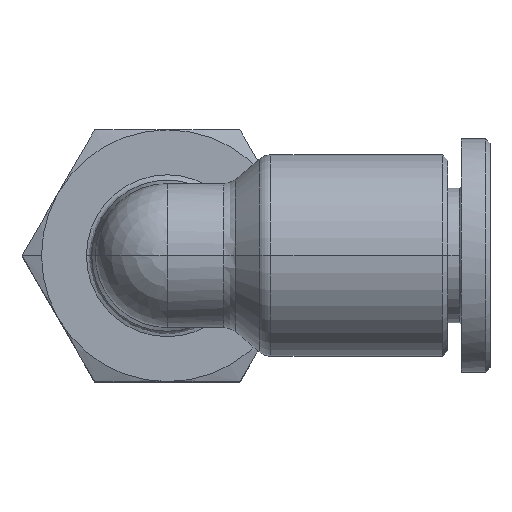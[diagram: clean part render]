
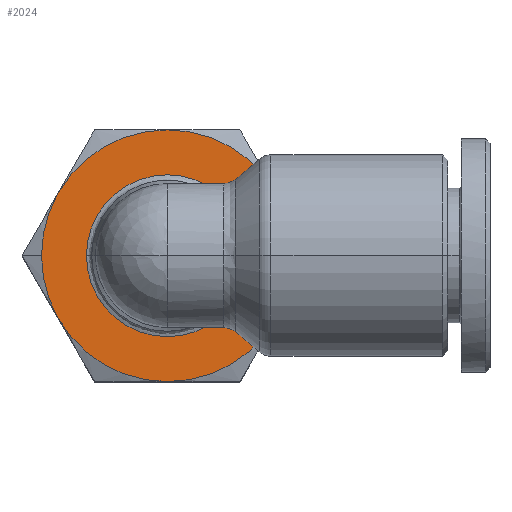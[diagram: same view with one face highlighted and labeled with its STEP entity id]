
A CAD part, top view. The second image highlights one B-rep face of the part: STEP entity #2024.
In plain terms, the highlighted planar face has unit normal (0, 0, 1).
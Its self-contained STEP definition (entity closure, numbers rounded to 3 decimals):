
#1432=CARTESIAN_POINT('',(-12.5,0.,-5.9));
#1433=VERTEX_POINT('',#1432);
#1442=CARTESIAN_POINT('',(-11.562,3.5,-5.9));
#1443=VERTEX_POINT('',#1442);
#1444=CARTESIAN_POINT('',(-5.5,0.,-5.9));
#1445=DIRECTION('',(0.0,0.0,1.0));
#1446=DIRECTION('',(1.0,0.0,0.0));
#1447=AXIS2_PLACEMENT_3D('',#1444,#1445,#1446);
#1448=CIRCLE('',#1447,7.);
#1449=EDGE_CURVE('',#1443,#1433,#1448,.T.);
#1474=CARTESIAN_POINT('',(1.5,0.,-5.9));
#1475=VERTEX_POINT('',#1474);
#1482=CARTESIAN_POINT('',(0.562,3.5,-5.9));
#1483=VERTEX_POINT('',#1482);
#1497=CARTESIAN_POINT('',(-5.5,0.,-5.9));
#1498=DIRECTION('',(0.0,0.0,1.0));
#1499=DIRECTION('',(1.0,0.0,0.0));
#1500=AXIS2_PLACEMENT_3D('',#1497,#1498,#1499);
#1501=CIRCLE('',#1500,7.);
#1502=EDGE_CURVE('',#1475,#1483,#1501,.T.);
#1672=CARTESIAN_POINT('',(-0.999,0.,-5.9));
#1673=VERTEX_POINT('',#1672);
#1682=CARTESIAN_POINT('',(-10.001,0.,-5.9));
#1683=VERTEX_POINT('',#1682);
#1691=CARTESIAN_POINT('',(-5.5,0.,-5.9));
#1692=DIRECTION('',(0.0,0.0,1.0));
#1693=DIRECTION('',(-1.0,0.0,0.0));
#1694=AXIS2_PLACEMENT_3D('',#1691,#1692,#1693);
#1695=CIRCLE('',#1694,4.501);
#1696=EDGE_CURVE('',#1683,#1673,#1695,.T.);
#1925=CARTESIAN_POINT('',(-5.5,0.,-5.9));
#1926=DIRECTION('',(0.0,0.0,1.0));
#1927=DIRECTION('',(-1.0,0.0,0.0));
#1928=AXIS2_PLACEMENT_3D('',#1925,#1926,#1927);
#1929=CIRCLE('',#1928,4.501);
#1930=EDGE_CURVE('',#1673,#1683,#1929,.T.);
#1961=CARTESIAN_POINT('',(-5.5,0.,-5.9));
#1962=DIRECTION('',(0.0,0.0,-1.0));
#1963=DIRECTION('',(-1.0,0.0,0.0));
#1964=AXIS2_PLACEMENT_3D('',#1961,#1962,#1963);
#1965=PLANE('',#1964);
#1966=ORIENTED_EDGE('',*,*,#1449,.T.);
#1967=CARTESIAN_POINT('',(-11.562,-3.5,-5.9));
#1968=VERTEX_POINT('',#1967);
#1969=CARTESIAN_POINT('',(-5.5,0.,-5.9));
#1970=DIRECTION('',(0.0,0.0,1.0));
#1971=DIRECTION('',(1.0,0.0,0.0));
#1972=AXIS2_PLACEMENT_3D('',#1969,#1970,#1971);
#1973=CIRCLE('',#1972,7.);
#1974=EDGE_CURVE('',#1433,#1968,#1973,.T.);
#1975=ORIENTED_EDGE('',*,*,#1974,.T.);
#1976=CARTESIAN_POINT('',(-5.5,-7.,-5.9));
#1977=VERTEX_POINT('',#1976);
#1978=CARTESIAN_POINT('',(-5.5,0.,-5.9));
#1979=DIRECTION('',(0.0,0.0,1.0));
#1980=DIRECTION('',(1.0,0.0,0.0));
#1981=AXIS2_PLACEMENT_3D('',#1978,#1979,#1980);
#1982=CIRCLE('',#1981,7.);
#1983=EDGE_CURVE('',#1968,#1977,#1982,.T.);
#1984=ORIENTED_EDGE('',*,*,#1983,.T.);
#1985=CARTESIAN_POINT('',(0.562,-3.5,-5.9));
#1986=VERTEX_POINT('',#1985);
#1987=CARTESIAN_POINT('',(-5.5,0.,-5.9));
#1988=DIRECTION('',(0.0,0.0,1.0));
#1989=DIRECTION('',(1.0,0.0,0.0));
#1990=AXIS2_PLACEMENT_3D('',#1987,#1988,#1989);
#1991=CIRCLE('',#1990,7.);
#1992=EDGE_CURVE('',#1977,#1986,#1991,.T.);
#1993=ORIENTED_EDGE('',*,*,#1992,.T.);
#1994=CARTESIAN_POINT('',(-5.5,0.,-5.9));
#1995=DIRECTION('',(0.0,0.0,1.0));
#1996=DIRECTION('',(1.0,0.0,0.0));
#1997=AXIS2_PLACEMENT_3D('',#1994,#1995,#1996);
#1998=CIRCLE('',#1997,7.);
#1999=EDGE_CURVE('',#1986,#1475,#1998,.T.);
#2000=ORIENTED_EDGE('',*,*,#1999,.T.);
#2001=ORIENTED_EDGE('',*,*,#1502,.T.);
#2002=CARTESIAN_POINT('',(-5.5,7.,-5.9));
#2003=VERTEX_POINT('',#2002);
#2004=CARTESIAN_POINT('',(-5.5,0.,-5.9));
#2005=DIRECTION('',(0.0,0.0,1.0));
#2006=DIRECTION('',(1.0,0.0,0.0));
#2007=AXIS2_PLACEMENT_3D('',#2004,#2005,#2006);
#2008=CIRCLE('',#2007,7.);
#2009=EDGE_CURVE('',#1483,#2003,#2008,.T.);
#2010=ORIENTED_EDGE('',*,*,#2009,.T.);
#2011=CARTESIAN_POINT('',(-5.5,0.,-5.9));
#2012=DIRECTION('',(0.0,0.0,1.0));
#2013=DIRECTION('',(1.0,0.0,0.0));
#2014=AXIS2_PLACEMENT_3D('',#2011,#2012,#2013);
#2015=CIRCLE('',#2014,7.);
#2016=EDGE_CURVE('',#2003,#1443,#2015,.T.);
#2017=ORIENTED_EDGE('',*,*,#2016,.T.);
#2018=EDGE_LOOP('',(#1966,#1975,#1984,#1993,#2000,#2001,#2010,#2017));
#2019=FACE_OUTER_BOUND('',#2018,.T.);
#2020=ORIENTED_EDGE('',*,*,#1930,.F.);
#2021=ORIENTED_EDGE('',*,*,#1696,.F.);
#2022=EDGE_LOOP('',(#2020,#2021));
#2023=FACE_BOUND('',#2022,.T.);
#2024=ADVANCED_FACE('',(#2019,#2023),#1965,.F.);
